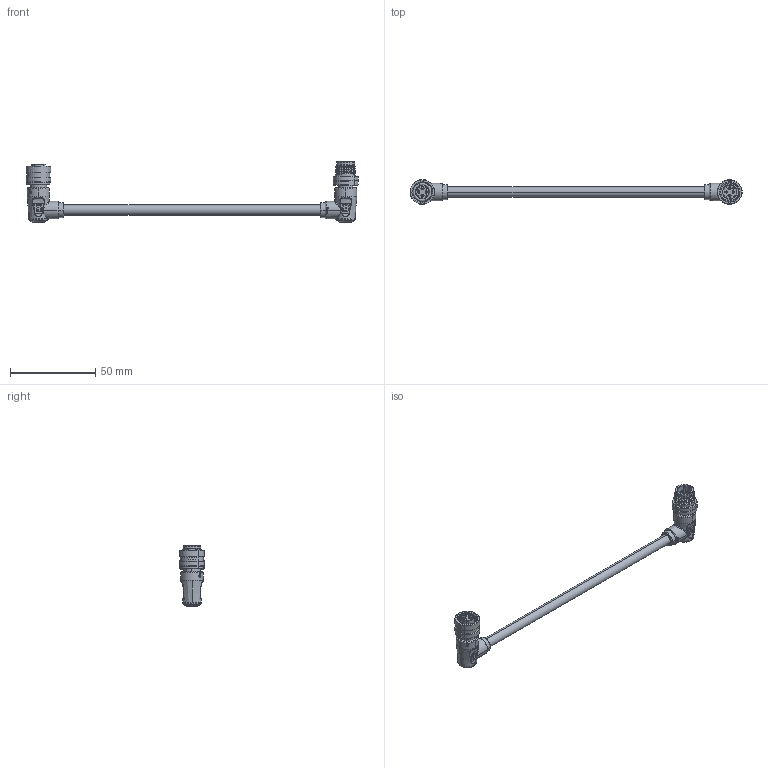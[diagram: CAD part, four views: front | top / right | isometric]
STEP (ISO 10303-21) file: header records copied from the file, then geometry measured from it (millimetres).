
FILE_DESCRIPTION (( 'STEP AP203' ), '1' );
FILE_NAME ('10-04980__revA.STEP', '2022-01-14T18:37:41', ( '' ), ( '' ), 'SwSTEP 2.0', 'SolidWorks 2021', '' );
FILE_SCHEMA (( 'CONFIG_CONTROL_DESIGN' ));
Length unit declared in the file: millimetre
Products named in the file (14): 10-04980__revA; 50-00987-02_For STEP file; 50-00980-03___; 50-00980-05___; 50-00980-02_For STEP file; 50-00987_STEP; 50-00987-01___; 50-00980-01___; 50-00987-03___; 50-00980_STEP; 30-01578_blunt cut; 50-00987-04___; 24-00361; 50-00980-04___
Assembly tree (20 placements, depth 3):
  10-04980__revA
    30-01578_blunt cut
    24-00361  x2
    50-00980_STEP
      50-00980-01___
      50-00980-02_For STEP file
      50-00980-03___  x4
      50-00980-04___
      50-00980-05___
    50-00987_STEP
      50-00987-01___
      50-00987-02_For STEP file
      50-00987-03___  x4
      50-00987-04___
Bounding box: 194.47 x 14.49 x 35.2 mm (x, y, z)
Volume: 13414.8 mm3; surface area: 44439.2 mm2
Topology: 111 solids, 111 shells, 1621 faces, 3703 edges, 2370 vertices
Faces by surface type: cylinder 708, plane 517, bspline 157, torus 134, cone 95, sphere 10
Entity records: 37861 total; most frequent: CARTESIAN_POINT 11146, DIRECTION 5513, ORIENTED_EDGE 4868, EDGE_CURVE 2434, AXIS2_PLACEMENT_3D 2308, VERTEX_POINT 1581, EDGE_LOOP 1359, CIRCLE 1254
